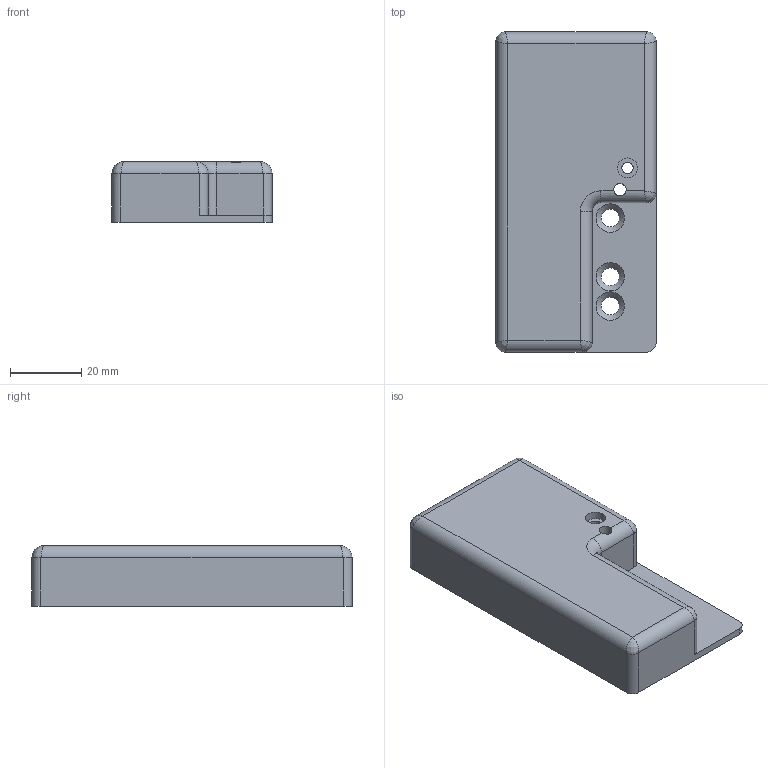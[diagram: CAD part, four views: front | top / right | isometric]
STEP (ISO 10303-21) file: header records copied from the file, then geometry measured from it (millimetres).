
FILE_DESCRIPTION(('FreeCAD Model'),'2;1');
FILE_NAME('Open CASCADE Shape Model','2024-02-09T23:52:33',(''),(''), 'Open CASCADE STEP processor 7.6','FreeCAD','Unknown');
FILE_SCHEMA(('AUTOMOTIVE_DESIGN { 1 0 10303 214 1 1 1 1 }'));
Length unit declared in the file: millimetre
Products named in the file (1): Deckel
Bounding box: 45 x 90 x 17 mm (x, y, z)
Volume: 16125.1 mm3; surface area: 16227 mm2
Topology: 1 solids, 1 shells, 57 faces, 146 edges, 87 vertices
Faces by surface type: cylinder 24, plane 23, bspline 5, cone 4, torus 1
Full cylindrical faces by diameter (mm): 3.2 x1, 3.5 x1, 5 x3, 5.6 x1
Entity records: 2227 total; most frequent: CARTESIAN_POINT 850, ORIENTED_EDGE 282, DIRECTION 270, EDGE_CURVE 141, AXIS2_PLACEMENT_3D 92, VERTEX_POINT 87, LINE 86, VECTOR 86
